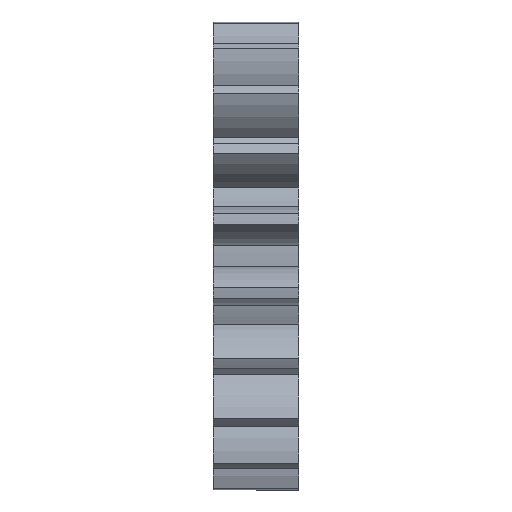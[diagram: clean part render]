
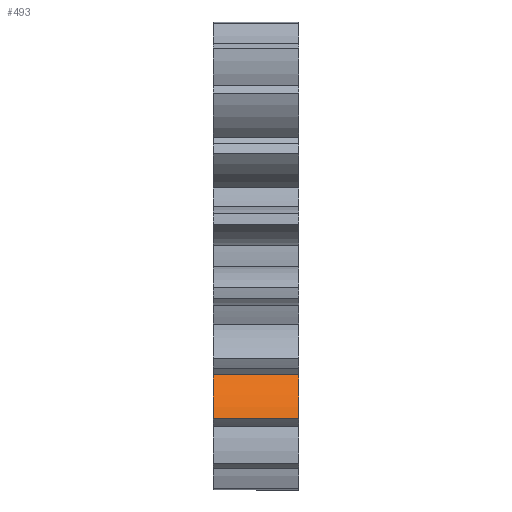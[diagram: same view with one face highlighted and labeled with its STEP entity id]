
A CAD part, front view. The second image highlights one B-rep face of the part: STEP entity #493.
In plain terms, the highlighted cylindrical face has radius 6 mm (diameter 12 mm), a partial arc.
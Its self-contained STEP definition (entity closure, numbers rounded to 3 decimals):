
#31 = AXIS2_PLACEMENT_3D ( 'NONE', #3593, #895, #311 ) ;
#77 = ORIENTED_EDGE ( 'NONE', *, *, #3062, .T. ) ;
#123 = DIRECTION ( 'NONE',  ( 1., 0., 0. ) ) ;
#291 = ORIENTED_EDGE ( 'NONE', *, *, #3087, .T. ) ;
#311 = DIRECTION ( 'NONE',  ( 0., 0., 1. ) ) ;
#337 = VECTOR ( 'NONE', #469, 1000. ) ;
#469 = DIRECTION ( 'NONE',  ( 1., 0., 0. ) ) ;
#483 = ORIENTED_EDGE ( 'NONE', *, *, #565, .T. ) ;
#493 = ADVANCED_FACE ( 'NONE', ( #2400 ), #607, .T. ) ;
#565 = EDGE_CURVE ( 'NONE', #2564, #1000, #893, .T. ) ;
#607 = CYLINDRICAL_SURFACE ( 'NONE', #31, 6. ) ;
#702 = VERTEX_POINT ( 'NONE', #1394 ) ;
#761 = CARTESIAN_POINT ( 'NONE',  ( 0., -6.092, -12.711 ) ) ;
#792 = EDGE_LOOP ( 'NONE', ( #2780, #291, #77, #483 ) ) ;
#893 = CIRCLE ( 'NONE', #1900, 6. ) ;
#895 = DIRECTION ( 'NONE',  ( -1., 0., 0. ) ) ;
#909 = VECTOR ( 'NONE', #3310, 1000. ) ;
#1000 = VERTEX_POINT ( 'NONE', #2327 ) ;
#1209 = CARTESIAN_POINT ( 'NONE',  ( 6., -11.944, -11.384 ) ) ;
#1231 = CIRCLE ( 'NONE', #2617, 6. ) ;
#1394 = CARTESIAN_POINT ( 'NONE',  ( 6., -10.163, -8.303 ) ) ;
#1507 = CARTESIAN_POINT ( 'NONE',  ( 6., -6.092, -12.711 ) ) ;
#1659 = VERTEX_POINT ( 'NONE', #1209 ) ;
#1806 = LINE ( 'NONE', #3684, #909 ) ;
#1900 = AXIS2_PLACEMENT_3D ( 'NONE', #761, #123, #1909 ) ;
#1909 = DIRECTION ( 'NONE',  ( 0., 0., -1. ) ) ;
#2064 = CARTESIAN_POINT ( 'NONE',  ( 0., -10.163, -8.303 ) ) ;
#2123 = DIRECTION ( 'NONE',  ( -1., 0., 0. ) ) ;
#2327 = CARTESIAN_POINT ( 'NONE',  ( 0., -11.944, -11.384 ) ) ;
#2398 = EDGE_CURVE ( 'NONE', #1000, #1659, #2600, .T. ) ;
#2400 = FACE_OUTER_BOUND ( 'NONE', #792, .T. ) ;
#2564 = VERTEX_POINT ( 'NONE', #2064 ) ;
#2600 = LINE ( 'NONE', #3182, #337 ) ;
#2617 = AXIS2_PLACEMENT_3D ( 'NONE', #1507, #2123, #3331 ) ;
#2780 = ORIENTED_EDGE ( 'NONE', *, *, #2398, .T. ) ;
#3062 = EDGE_CURVE ( 'NONE', #702, #2564, #1806, .T. ) ;
#3087 = EDGE_CURVE ( 'NONE', #1659, #702, #1231, .T. ) ;
#3182 = CARTESIAN_POINT ( 'NONE',  ( 3., -11.944, -11.384 ) ) ;
#3310 = DIRECTION ( 'NONE',  ( -1., 0., 0. ) ) ;
#3331 = DIRECTION ( 'NONE',  ( 0., -0.588, 0.809 ) ) ;
#3593 = CARTESIAN_POINT ( 'NONE',  ( 6., -6.092, -12.711 ) ) ;
#3684 = CARTESIAN_POINT ( 'NONE',  ( 6., -10.163, -8.303 ) ) ;
